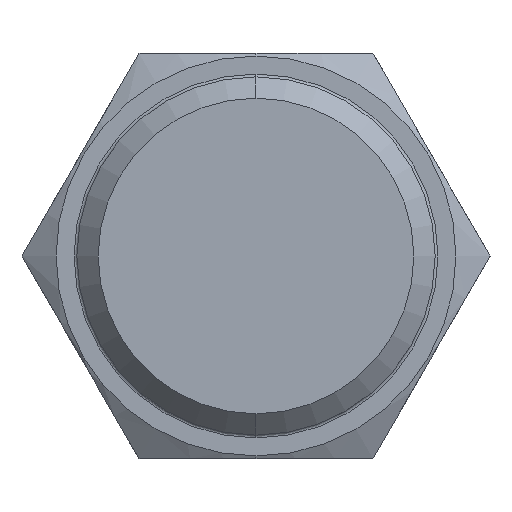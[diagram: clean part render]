
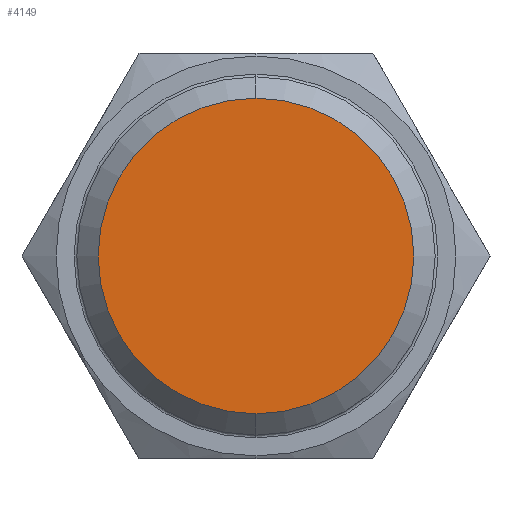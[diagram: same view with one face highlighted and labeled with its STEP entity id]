
A CAD part, left-side view. The second image highlights one B-rep face of the part: STEP entity #4149.
In plain terms, the highlighted planar face has unit normal (-1, 0, 0).
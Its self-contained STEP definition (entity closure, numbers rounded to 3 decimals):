
#351 = DIRECTION ( 'NONE',  ( 1., 0., 0. ) ) ;
#562 = PLANE ( 'NONE',  #4941 ) ;
#2285 = CIRCLE ( 'NONE', #4095, 11.125 ) ;
#2449 = DIRECTION ( 'NONE',  ( 0., 0., -1. ) ) ;
#2514 = DIRECTION ( 'NONE',  ( -1., 0., 0. ) ) ;
#3764 = DIRECTION ( 'NONE',  ( 1., 0., 0. ) ) ;
#3785 = CARTESIAN_POINT ( 'NONE',  ( 0., 0., 0. ) ) ;
#4095 = AXIS2_PLACEMENT_3D ( 'NONE', #5684, #351, #2449 ) ;
#4149 = ADVANCED_FACE ( 'NONE', ( #12165 ), #562, .T. ) ;
#4941 = AXIS2_PLACEMENT_3D ( 'NONE', #3785, #2514, #5799 ) ;
#4994 = EDGE_CURVE ( 'NONE', #7139, #7778, #10674, .T. ) ;
#5684 = CARTESIAN_POINT ( 'NONE',  ( 0., 0., 0. ) ) ;
#5799 = DIRECTION ( 'NONE',  ( 0., 0., 1. ) ) ;
#5974 = DIRECTION ( 'NONE',  ( 0., 0., -1. ) ) ;
#6093 = CARTESIAN_POINT ( 'NONE',  ( 0., 0., -11.125 ) ) ;
#6896 = CARTESIAN_POINT ( 'NONE',  ( 0., 0., 11.125 ) ) ;
#7139 = VERTEX_POINT ( 'NONE', #6093 ) ;
#7778 = VERTEX_POINT ( 'NONE', #6896 ) ;
#9704 = ORIENTED_EDGE ( 'NONE', *, *, #9883, .F. ) ;
#9883 = EDGE_CURVE ( 'NONE', #7778, #7139, #2285, .T. ) ;
#10243 = CARTESIAN_POINT ( 'NONE',  ( 0., 0., 0. ) ) ;
#10674 = CIRCLE ( 'NONE', #14024, 11.125 ) ;
#11095 = EDGE_LOOP ( 'NONE', ( #13722, #9704 ) ) ;
#12165 = FACE_OUTER_BOUND ( 'NONE', #11095, .T. ) ;
#13722 = ORIENTED_EDGE ( 'NONE', *, *, #4994, .F. ) ;
#14024 = AXIS2_PLACEMENT_3D ( 'NONE', #10243, #3764, #5974 ) ;
